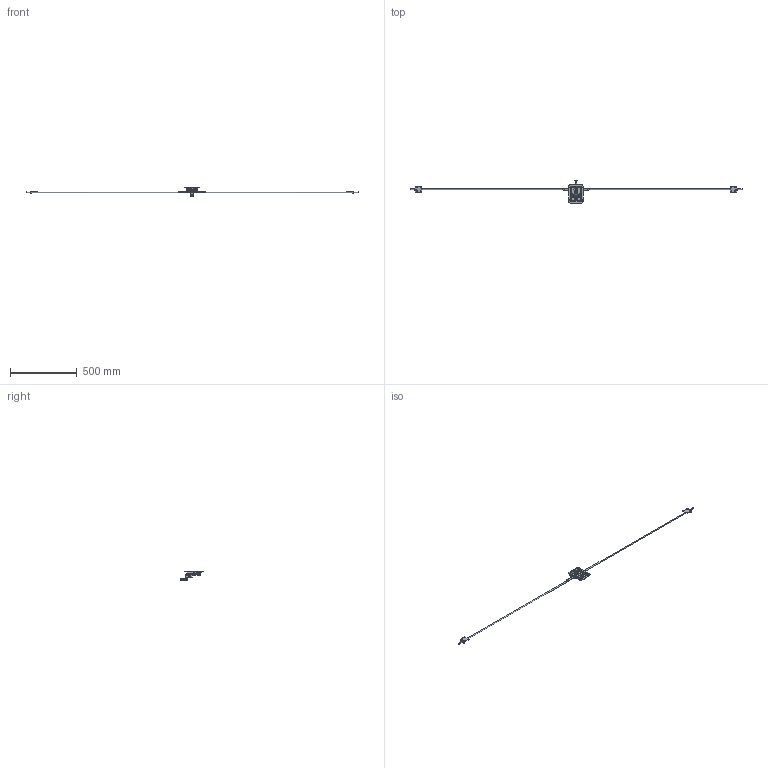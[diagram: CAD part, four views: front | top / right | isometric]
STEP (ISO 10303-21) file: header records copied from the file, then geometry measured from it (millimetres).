
FILE_DESCRIPTION(/* description */ (''),/* implementation_level */ '2;1');
FILE_NAME(/* name */ '3-6905-U.stp',/* time_stamp */ '2020-12-02T16:43:45-05:00',/* author */ ('jenniferk'),/* organization */ (''),/* preprocessor_version */ 'ST-DEVELOPER v18.1',/* originating_system */ 'Autodesk Inventor 2020',/* authorisation */ '');
FILE_SCHEMA (('AUTOMOTIVE_DESIGN { 1 0 10303 214 3 1 1 }'));
Length unit declared in the file: inch
Products named in the file (1): 3-6905-U_Shrinkwrap_1
Bounding box: 2482.85 x 168.48 x 70.75 mm (x, y, z)
Volume: 266345.7 mm3; surface area: 165568 mm2
Topology: 35 solids, 35 shells, 1151 faces, 2931 edges, 1860 vertices
Faces by surface type: plane 516, cylinder 296, bspline 210, cone 57, torus 53, sphere 19
Full cylindrical faces by diameter (mm): 1.372 x1, 2.921 x2, 3.124 x2, 3.203 x1, 3.365 x2, 3.454 x1, 4.699 x1, 4.762 x1, 4.877 x5, 4.94 x2, 4.976 x5, 4.978 x1, 5.156 x8, 5.664 x2, 5.791 x1, 6.096 x2, 6.147 x2, 6.247 x6, 6.35 x4, 6.731 x4, 7.341 x1, 7.62 x1, 7.861 x1, 8.306 x2, 8.331 x1, 9.525 x2, 9.652 x2, 9.703 x2, 10.43 x1, 10.884 x1
Entity records: 42705 total; most frequent: CARTESIAN_POINT 14375, ORIENTED_EDGE 5824, DIRECTION 5232, EDGE_CURVE 2912, VERTEX_POINT 1861, AXIS2_PLACEMENT_3D 1856, LINE 1520, VECTOR 1520
